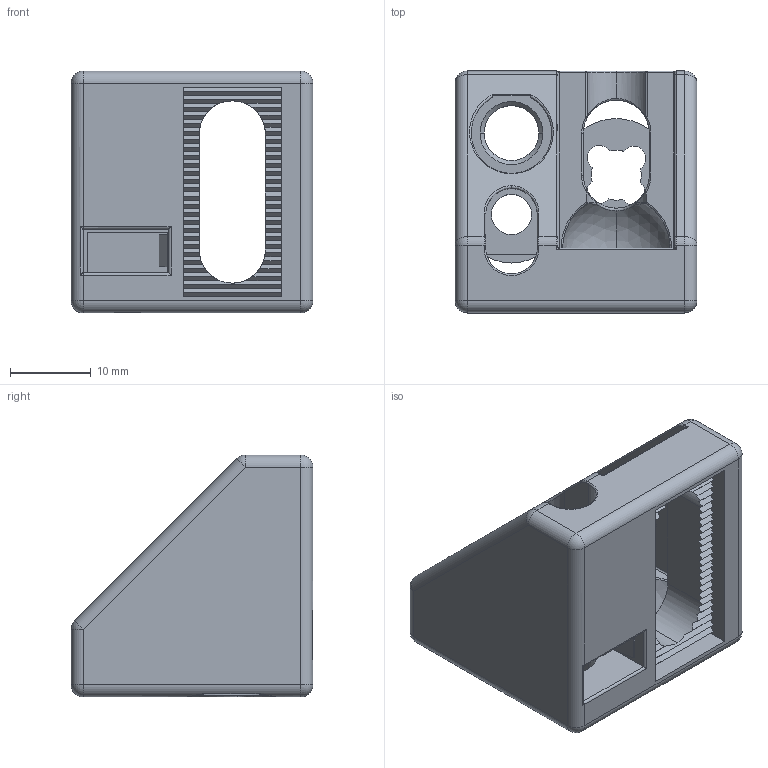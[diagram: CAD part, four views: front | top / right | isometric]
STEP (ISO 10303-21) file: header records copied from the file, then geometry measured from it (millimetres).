
FILE_DESCRIPTION (( 'STEP AP214' ), '1' );
FILE_NAME ('new products094z40scs.step', '2017-09-27T15:38:01', ( '' ), ( '' ), 'SwSTEP 2.0', 'SolidWorks 2017', '' );
FILE_SCHEMA (( 'AUTOMOTIVE_DESIGN' ));
Length unit declared in the file: millimetre
Products named in the file (6): 093166_093 166 SW; 340me320_340me320; 094z40-01_Standard; 094Z40-04R_094Z40.04R; new products094z40scs; 093156_093156
Assembly tree (5 placements, depth 2):
  new products094z40scs
    094Z40-04R_094Z40.04R
    094z40-01_Standard
    340me320_340me320
    093166_093 166 SW
    093156_093156
Bounding box: 30 x 30 x 30 mm (x, y, z)
Volume: 10376.3 mm3; surface area: 7672.4 mm2
Topology: 5 solids, 5 shells, 377 faces, 978 edges, 595 vertices
Faces by surface type: plane 167, cylinder 109, torus 50, bspline 25, sphere 20, cone 6
Entity records: 12496 total; most frequent: CARTESIAN_POINT 3262, ORIENTED_EDGE 1928, DIRECTION 1856, EDGE_CURVE 964, AXIS2_PLACEMENT_3D 656, VERTEX_POINT 595, LINE 544, VECTOR 544
